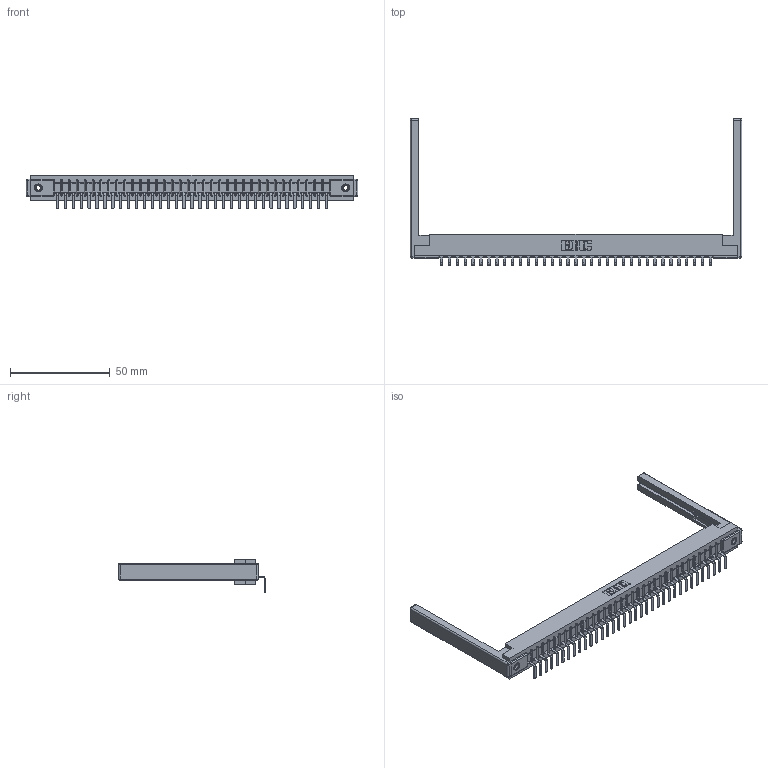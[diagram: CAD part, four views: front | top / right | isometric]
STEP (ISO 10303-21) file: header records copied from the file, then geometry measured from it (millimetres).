
FILE_DESCRIPTION (( 'STEP AP203' ), '1' );
FILE_NAME ('307-035-559-168.STEP', '2019-09-05T16:51:43', ( '' ), ( '' ), 'SwSTEP 2.0', 'SolidWorks 2016', '' );
FILE_SCHEMA (( 'CONFIG_CONTROL_DESIGN' ));
Length unit declared in the file: inch
Products named in the file (5): 345-250-001_345-250-001-102; 307-290-001_558 559 - 1 (Single); 307 Part_.156 Dia Mounting Holes; 307-220-068; 307-035-559-168
Assembly tree (40 placements, depth 2):
  307-035-559-168
    307 Part_.156 Dia Mounting Holes
    307-290-001_558 559 - 1 (Single)  x35
    307-220-068  x2
    345-250-001_345-250-001-102  x2
Bounding box: 166.12 x 73.42 x 16.8 mm (x, y, z)
Volume: 21639.5 mm3; surface area: 22506.7 mm2
Topology: 40 solids, 40 shells, 2408 faces, 6803 edges, 4370 vertices
Faces by surface type: plane 1523, cylinder 789, sphere 80, cone 12, torus 4
Entity records: 33731 total; most frequent: CARTESIAN_POINT 5645, ORIENTED_EDGE 5620, DIRECTION 5512, EDGE_CURVE 2810, LINE 2150, VECTOR 2150, VERTEX_POINT 1814, AXIS2_PLACEMENT_3D 1681
